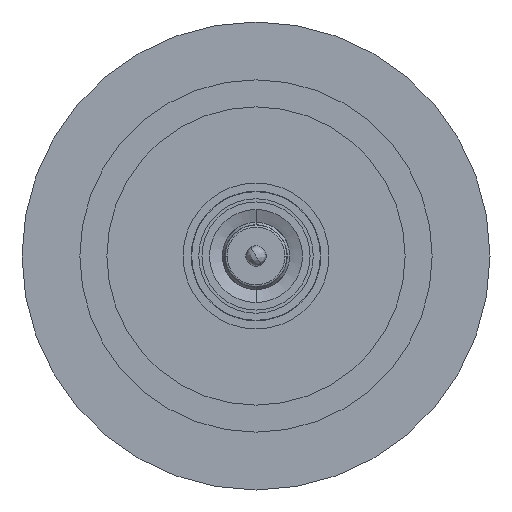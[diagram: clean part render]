
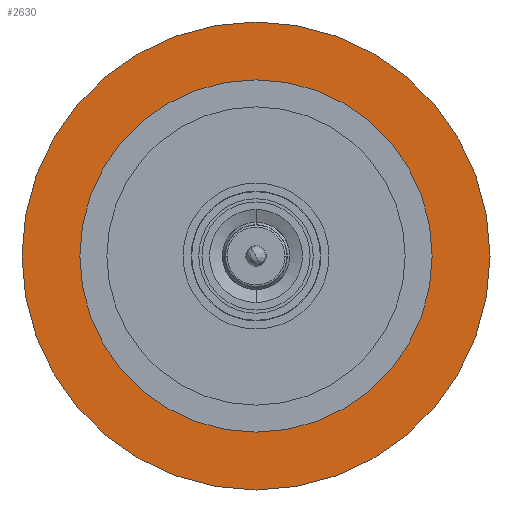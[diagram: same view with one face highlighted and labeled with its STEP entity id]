
A CAD part, front view. The second image highlights one B-rep face of the part: STEP entity #2630.
In plain terms, the highlighted planar face has unit normal (0, -1, 0).
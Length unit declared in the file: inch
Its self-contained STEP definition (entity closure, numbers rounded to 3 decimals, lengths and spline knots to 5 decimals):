
#172 = DIRECTION ( 'NONE',  ( 0., 1., 0. ) ) ;
#278 = CARTESIAN_POINT ( 'NONE',  ( 0., 0.09621, 1.0825 ) ) ;
#442 = ORIENTED_EDGE ( 'NONE', *, *, #2754, .T. ) ;
#557 = CARTESIAN_POINT ( 'NONE',  ( 0., 0.09621, 0.815 ) ) ;
#569 = CARTESIAN_POINT ( 'NONE',  ( 0., 0.09621, 0. ) ) ;
#671 = EDGE_LOOP ( 'NONE', ( #4436, #1800 ) ) ;
#685 = AXIS2_PLACEMENT_3D ( 'NONE', #569, #3532, #996 ) ;
#739 = AXIS2_PLACEMENT_3D ( 'NONE', #2706, #172, #3123 ) ;
#887 = EDGE_LOOP ( 'NONE', ( #442, #4442 ) ) ;
#996 = DIRECTION ( 'NONE',  ( 0., 0., 1. ) ) ;
#1016 = DIRECTION ( 'NONE',  ( 0., -1., 0. ) ) ;
#1106 = EDGE_CURVE ( 'NONE', #1549, #1430, #5182, .T. ) ;
#1109 = FACE_BOUND ( 'NONE', #887, .T. ) ;
#1430 = VERTEX_POINT ( 'NONE', #278 ) ;
#1549 = VERTEX_POINT ( 'NONE', #2714 ) ;
#1730 = EDGE_CURVE ( 'NONE', #1738, #2137, #3966, .T. ) ;
#1731 = DIRECTION ( 'NONE',  ( 0., -1., 0. ) ) ;
#1738 = VERTEX_POINT ( 'NONE', #3259 ) ;
#1800 = ORIENTED_EDGE ( 'NONE', *, *, #1106, .T. ) ;
#1823 = CIRCLE ( 'NONE', #739, 0.815 ) ;
#2137 = VERTEX_POINT ( 'NONE', #557 ) ;
#2223 = FACE_OUTER_BOUND ( 'NONE', #671, .T. ) ;
#2420 = DIRECTION ( 'NONE',  ( 0., 1., 0. ) ) ;
#2630 = ADVANCED_FACE ( 'NONE', ( #2223, #1109 ), #3559, .T. ) ;
#2701 = CARTESIAN_POINT ( 'NONE',  ( 0., 0.09621, 0. ) ) ;
#2706 = CARTESIAN_POINT ( 'NONE',  ( 0., 0.09621, 0. ) ) ;
#2714 = CARTESIAN_POINT ( 'NONE',  ( 0., 0.09621, -1.0825 ) ) ;
#2754 = EDGE_CURVE ( 'NONE', #2137, #1738, #1823, .T. ) ;
#3123 = DIRECTION ( 'NONE',  ( 0., 0., 1. ) ) ;
#3259 = CARTESIAN_POINT ( 'NONE',  ( 0., 0.09621, -0.815 ) ) ;
#3532 = DIRECTION ( 'NONE',  ( 0., -1., 0. ) ) ;
#3559 = PLANE ( 'NONE',  #4241 ) ;
#3935 = CIRCLE ( 'NONE', #685, 1.0825 ) ;
#3966 = CIRCLE ( 'NONE', #5146, 0.815 ) ;
#3986 = DIRECTION ( 'NONE',  ( 0., 0., -1. ) ) ;
#3990 = AXIS2_PLACEMENT_3D ( 'NONE', #4281, #1731, #4717 ) ;
#4110 = EDGE_CURVE ( 'NONE', #1430, #1549, #3935, .T. ) ;
#4241 = AXIS2_PLACEMENT_3D ( 'NONE', #2701, #1016, #3986 ) ;
#4281 = CARTESIAN_POINT ( 'NONE',  ( 0., 0.09621, 0. ) ) ;
#4436 = ORIENTED_EDGE ( 'NONE', *, *, #4110, .T. ) ;
#4442 = ORIENTED_EDGE ( 'NONE', *, *, #1730, .T. ) ;
#4717 = DIRECTION ( 'NONE',  ( 0., 0., 1. ) ) ;
#4970 = CARTESIAN_POINT ( 'NONE',  ( 0., 0.09621, 0. ) ) ;
#5146 = AXIS2_PLACEMENT_3D ( 'NONE', #4970, #2420, #5397 ) ;
#5182 = CIRCLE ( 'NONE', #3990, 1.0825 ) ;
#5397 = DIRECTION ( 'NONE',  ( 0., 0., 1. ) ) ;
